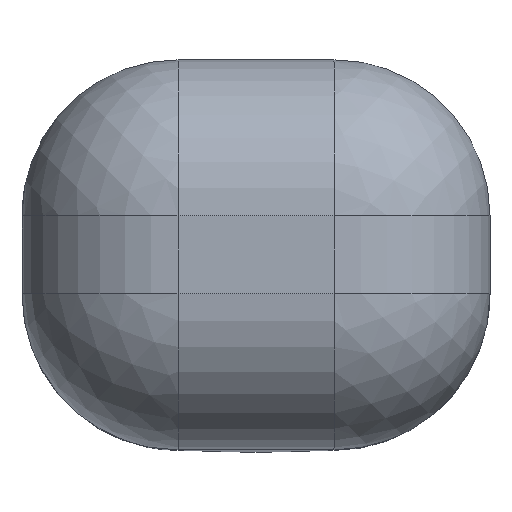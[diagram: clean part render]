
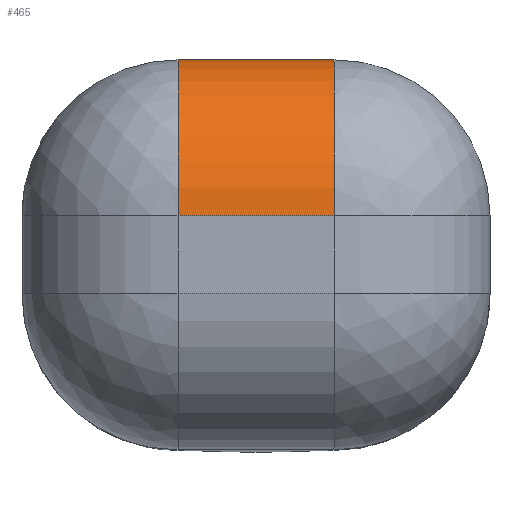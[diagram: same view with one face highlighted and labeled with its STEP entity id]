
A CAD part, top view. The second image highlights one B-rep face of the part: STEP entity #465.
In plain terms, the highlighted cylindrical face has radius 40 mm (diameter 80 mm), a partial arc.
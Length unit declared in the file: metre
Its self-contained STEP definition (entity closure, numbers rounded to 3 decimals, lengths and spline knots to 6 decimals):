
#45=DIRECTION('',(-1.,0.,0.));
#46=VECTOR('',#45,0.04);
#47=CARTESIAN_POINT('',(0.02,0.05,0.17));
#48=LINE('',#47,#46);
#69=CARTESIAN_POINT('',(0.02,0.01,0.17));
#70=DIRECTION('',(-1.,0.,0.));
#71=DIRECTION('',(0.,0.,1.));
#72=AXIS2_PLACEMENT_3D('',#69,#70,#71);
#74=DIRECTION('',(-1.,0.,0.));
#75=VECTOR('',#74,0.04);
#76=CARTESIAN_POINT('',(0.02,0.01,0.21));
#77=LINE('',#76,#75);
#284=CARTESIAN_POINT('',(-0.02,0.01,0.17));
#285=DIRECTION('',(-1.,0.,0.));
#286=DIRECTION('',(0.,0.,1.));
#287=AXIS2_PLACEMENT_3D('',#284,#285,#286);
#349=CARTESIAN_POINT('',(0.02,0.01,0.21));
#350=CARTESIAN_POINT('',(-0.02,0.01,0.21));
#351=VERTEX_POINT('',#349);
#352=VERTEX_POINT('',#350);
#353=CARTESIAN_POINT('',(0.02,0.05,0.17));
#354=CARTESIAN_POINT('',(-0.02,0.05,0.17));
#355=VERTEX_POINT('',#353);
#356=VERTEX_POINT('',#354);
#451=CARTESIAN_POINT('',(0.020689,0.01,0.17));
#452=DIRECTION('',(-1.,0.,0.));
#453=DIRECTION('',(0.,0.,1.));
#454=AXIS2_PLACEMENT_3D('',#451,#452,#453);
#455=CYLINDRICAL_SURFACE('',#454,0.04);
#457=ORIENTED_EDGE('',*,*,#456,.T.);
#459=ORIENTED_EDGE('',*,*,#458,.T.);
#460=ORIENTED_EDGE('',*,*,#437,.F.);
#462=ORIENTED_EDGE('',*,*,#461,.F.);
#463=EDGE_LOOP('',(#457,#459,#460,#462));
#464=FACE_OUTER_BOUND('',#463,.F.);
#465=ADVANCED_FACE('',(#464),#455,.T.);
#73=CIRCLE('',#72,0.04);
#288=CIRCLE('',#287,0.04);
#437=EDGE_CURVE('',#355,#356,#48,.T.);
#456=EDGE_CURVE('',#351,#352,#77,.T.);
#458=EDGE_CURVE('',#352,#356,#288,.T.);
#461=EDGE_CURVE('',#351,#355,#73,.T.);
